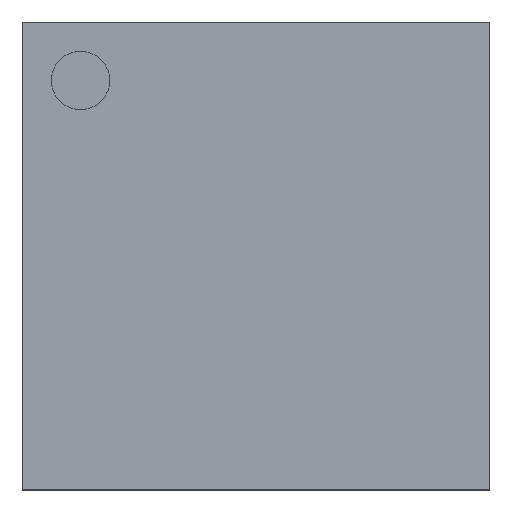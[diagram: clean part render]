
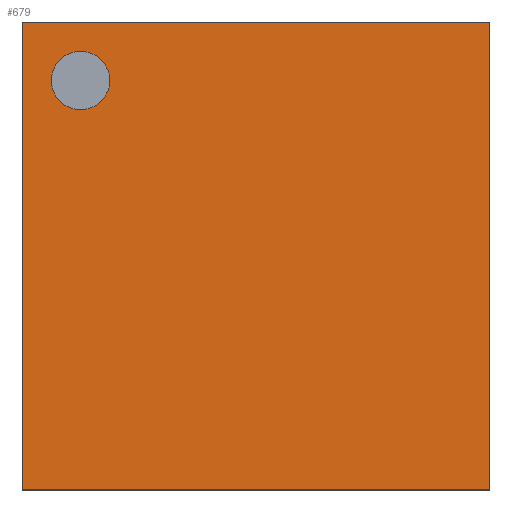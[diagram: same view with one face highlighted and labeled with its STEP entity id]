
A CAD part, top view. The second image highlights one B-rep face of the part: STEP entity #679.
In plain terms, the highlighted planar face has unit normal (0, 0, 1).
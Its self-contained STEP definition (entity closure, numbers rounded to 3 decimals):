
#490 = VERTEX_POINT('',#491);
#491 = CARTESIAN_POINT('',(-1.21,-1.21,0.5));
#498 = PLANE('',#499);
#499 = AXIS2_PLACEMENT_3D('',#500,#501,#502);
#500 = CARTESIAN_POINT('',(-1.21,-1.21,0.23));
#501 = DIRECTION('',(1.,0.,0.));
#502 = DIRECTION('',(0.,0.,1.));
#510 = PLANE('',#511);
#511 = AXIS2_PLACEMENT_3D('',#512,#513,#514);
#512 = CARTESIAN_POINT('',(-1.21,-1.21,0.23));
#513 = DIRECTION('',(0.,1.,0.));
#514 = DIRECTION('',(0.,0.,1.));
#551 = VERTEX_POINT('',#552);
#552 = CARTESIAN_POINT('',(-1.21,1.21,0.5));
#566 = PLANE('',#567);
#567 = AXIS2_PLACEMENT_3D('',#568,#569,#570);
#568 = CARTESIAN_POINT('',(-1.21,1.21,0.23));
#569 = DIRECTION('',(0.,1.,0.));
#570 = DIRECTION('',(0.,0.,1.));
#578 = EDGE_CURVE('',#490,#551,#579,.T.);
#579 = SURFACE_CURVE('',#580,(#584,#591),.PCURVE_S1.);
#580 = LINE('',#581,#582);
#581 = CARTESIAN_POINT('',(-1.21,-1.21,0.5));
#582 = VECTOR('',#583,1.);
#583 = DIRECTION('',(0.,1.,0.));
#584 = PCURVE('',#498,#585);
#585 = DEFINITIONAL_REPRESENTATION('',(#586),#590);
#586 = LINE('',#587,#588);
#587 = CARTESIAN_POINT('',(0.27,0.));
#588 = VECTOR('',#589,1.);
#589 = DIRECTION('',(0.,-1.));
#590 = ( GEOMETRIC_REPRESENTATION_CONTEXT(2) 
PARAMETRIC_REPRESENTATION_CONTEXT() REPRESENTATION_CONTEXT('2D SPACE',''
  ) );
#591 = PCURVE('',#592,#597);
#592 = PLANE('',#593);
#593 = AXIS2_PLACEMENT_3D('',#594,#595,#596);
#594 = CARTESIAN_POINT('',(-1.21,-1.21,0.5));
#595 = DIRECTION('',(0.,0.,1.));
#596 = DIRECTION('',(1.,0.,0.));
#597 = DEFINITIONAL_REPRESENTATION('',(#598),#602);
#598 = LINE('',#599,#600);
#599 = CARTESIAN_POINT('',(0.,0.));
#600 = VECTOR('',#601,1.);
#601 = DIRECTION('',(0.,1.));
#602 = ( GEOMETRIC_REPRESENTATION_CONTEXT(2) 
PARAMETRIC_REPRESENTATION_CONTEXT() REPRESENTATION_CONTEXT('2D SPACE',''
  ) );
#631 = EDGE_CURVE('',#490,#632,#634,.T.);
#632 = VERTEX_POINT('',#633);
#633 = CARTESIAN_POINT('',(1.21,-1.21,0.5));
#634 = SURFACE_CURVE('',#635,(#639,#646),.PCURVE_S1.);
#635 = LINE('',#636,#637);
#636 = CARTESIAN_POINT('',(-1.21,-1.21,0.5));
#637 = VECTOR('',#638,1.);
#638 = DIRECTION('',(1.,0.,0.));
#639 = PCURVE('',#510,#640);
#640 = DEFINITIONAL_REPRESENTATION('',(#641),#645);
#641 = LINE('',#642,#643);
#642 = CARTESIAN_POINT('',(0.27,0.));
#643 = VECTOR('',#644,1.);
#644 = DIRECTION('',(0.,1.));
#645 = ( GEOMETRIC_REPRESENTATION_CONTEXT(2) 
PARAMETRIC_REPRESENTATION_CONTEXT() REPRESENTATION_CONTEXT('2D SPACE',''
  ) );
#646 = PCURVE('',#592,#647);
#647 = DEFINITIONAL_REPRESENTATION('',(#648),#652);
#648 = LINE('',#649,#650);
#649 = CARTESIAN_POINT('',(0.,0.));
#650 = VECTOR('',#651,1.);
#651 = DIRECTION('',(1.,0.));
#652 = ( GEOMETRIC_REPRESENTATION_CONTEXT(2) 
PARAMETRIC_REPRESENTATION_CONTEXT() REPRESENTATION_CONTEXT('2D SPACE',''
  ) );
#668 = PLANE('',#669);
#669 = AXIS2_PLACEMENT_3D('',#670,#671,#672);
#670 = CARTESIAN_POINT('',(1.21,-1.21,0.23));
#671 = DIRECTION('',(1.,0.,0.));
#672 = DIRECTION('',(0.,0.,1.));
#679 = ADVANCED_FACE('',(#680,#728),#592,.T.);
#680 = FACE_BOUND('',#681,.T.);
#681 = EDGE_LOOP('',(#682,#683,#684,#707));
#682 = ORIENTED_EDGE('',*,*,#578,.F.);
#683 = ORIENTED_EDGE('',*,*,#631,.T.);
#684 = ORIENTED_EDGE('',*,*,#685,.T.);
#685 = EDGE_CURVE('',#632,#686,#688,.T.);
#686 = VERTEX_POINT('',#687);
#687 = CARTESIAN_POINT('',(1.21,1.21,0.5));
#688 = SURFACE_CURVE('',#689,(#693,#700),.PCURVE_S1.);
#689 = LINE('',#690,#691);
#690 = CARTESIAN_POINT('',(1.21,-1.21,0.5));
#691 = VECTOR('',#692,1.);
#692 = DIRECTION('',(0.,1.,0.));
#693 = PCURVE('',#592,#694);
#694 = DEFINITIONAL_REPRESENTATION('',(#695),#699);
#695 = LINE('',#696,#697);
#696 = CARTESIAN_POINT('',(2.42,0.));
#697 = VECTOR('',#698,1.);
#698 = DIRECTION('',(0.,1.));
#699 = ( GEOMETRIC_REPRESENTATION_CONTEXT(2) 
PARAMETRIC_REPRESENTATION_CONTEXT() REPRESENTATION_CONTEXT('2D SPACE',''
  ) );
#700 = PCURVE('',#668,#701);
#701 = DEFINITIONAL_REPRESENTATION('',(#702),#706);
#702 = LINE('',#703,#704);
#703 = CARTESIAN_POINT('',(0.27,0.));
#704 = VECTOR('',#705,1.);
#705 = DIRECTION('',(0.,-1.));
#706 = ( GEOMETRIC_REPRESENTATION_CONTEXT(2) 
PARAMETRIC_REPRESENTATION_CONTEXT() REPRESENTATION_CONTEXT('2D SPACE',''
  ) );
#707 = ORIENTED_EDGE('',*,*,#708,.F.);
#708 = EDGE_CURVE('',#551,#686,#709,.T.);
#709 = SURFACE_CURVE('',#710,(#714,#721),.PCURVE_S1.);
#710 = LINE('',#711,#712);
#711 = CARTESIAN_POINT('',(-1.21,1.21,0.5));
#712 = VECTOR('',#713,1.);
#713 = DIRECTION('',(1.,0.,0.));
#714 = PCURVE('',#592,#715);
#715 = DEFINITIONAL_REPRESENTATION('',(#716),#720);
#716 = LINE('',#717,#718);
#717 = CARTESIAN_POINT('',(0.,2.42));
#718 = VECTOR('',#719,1.);
#719 = DIRECTION('',(1.,0.));
#720 = ( GEOMETRIC_REPRESENTATION_CONTEXT(2) 
PARAMETRIC_REPRESENTATION_CONTEXT() REPRESENTATION_CONTEXT('2D SPACE',''
  ) );
#721 = PCURVE('',#566,#722);
#722 = DEFINITIONAL_REPRESENTATION('',(#723),#727);
#723 = LINE('',#724,#725);
#724 = CARTESIAN_POINT('',(0.27,0.));
#725 = VECTOR('',#726,1.);
#726 = DIRECTION('',(0.,1.));
#727 = ( GEOMETRIC_REPRESENTATION_CONTEXT(2) 
PARAMETRIC_REPRESENTATION_CONTEXT() REPRESENTATION_CONTEXT('2D SPACE',''
  ) );
#728 = FACE_BOUND('',#729,.T.);
#729 = EDGE_LOOP('',(#730));
#730 = ORIENTED_EDGE('',*,*,#731,.F.);
#731 = EDGE_CURVE('',#732,#732,#734,.T.);
#732 = VERTEX_POINT('',#733);
#733 = CARTESIAN_POINT('',(-0.756,0.908,0.5));
#734 = SURFACE_CURVE('',#735,(#740,#747),.PCURVE_S1.);
#735 = CIRCLE('',#736,0.151);
#736 = AXIS2_PLACEMENT_3D('',#737,#738,#739);
#737 = CARTESIAN_POINT('',(-0.908,0.908,0.5));
#738 = DIRECTION('',(0.,0.,1.));
#739 = DIRECTION('',(1.,0.,0.));
#740 = PCURVE('',#592,#741);
#741 = DEFINITIONAL_REPRESENTATION('',(#742),#746);
#742 = CIRCLE('',#743,0.151);
#743 = AXIS2_PLACEMENT_2D('',#744,#745);
#744 = CARTESIAN_POINT('',(0.303,2.118));
#745 = DIRECTION('',(1.,0.));
#746 = ( GEOMETRIC_REPRESENTATION_CONTEXT(2) 
PARAMETRIC_REPRESENTATION_CONTEXT() REPRESENTATION_CONTEXT('2D SPACE',''
  ) );
#747 = PCURVE('',#748,#753);
#748 = CYLINDRICAL_SURFACE('',#749,0.151);
#749 = AXIS2_PLACEMENT_3D('',#750,#751,#752);
#750 = CARTESIAN_POINT('',(-0.908,0.908,0.45));
#751 = DIRECTION('',(0.,0.,1.));
#752 = DIRECTION('',(1.,0.,0.));
#753 = DEFINITIONAL_REPRESENTATION('',(#754),#758);
#754 = LINE('',#755,#756);
#755 = CARTESIAN_POINT('',(0.,0.05));
#756 = VECTOR('',#757,1.);
#757 = DIRECTION('',(1.,0.));
#758 = ( GEOMETRIC_REPRESENTATION_CONTEXT(2) 
PARAMETRIC_REPRESENTATION_CONTEXT() REPRESENTATION_CONTEXT('2D SPACE',''
  ) );
